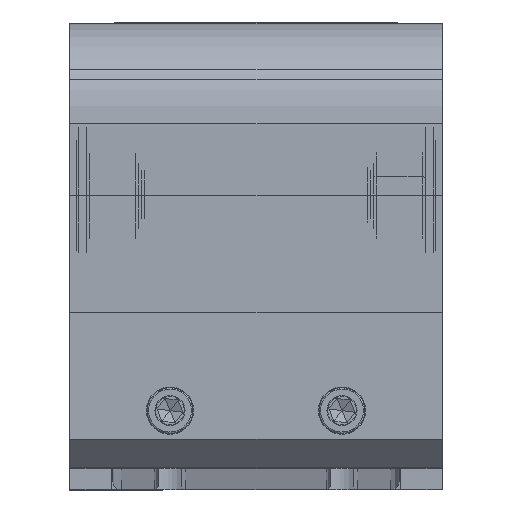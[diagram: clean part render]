
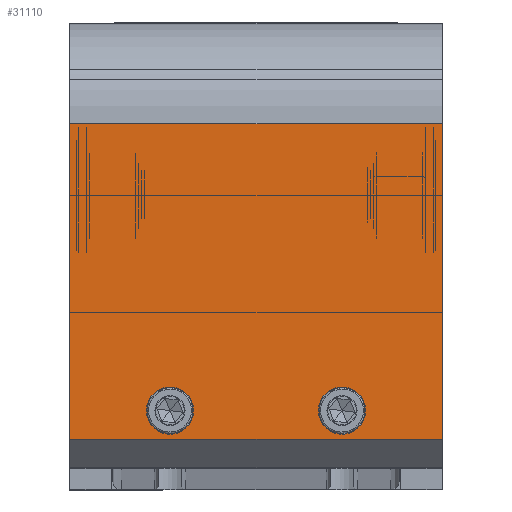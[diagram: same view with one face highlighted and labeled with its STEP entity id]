
A CAD part, top view. The second image highlights one B-rep face of the part: STEP entity #31110.
In plain terms, the highlighted planar face has unit normal (0, 0, 1).
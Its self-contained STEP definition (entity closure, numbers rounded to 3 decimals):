
#666 = VERTEX_POINT ( 'NONE', #304106 ) ;
#1957 = CARTESIAN_POINT ( 'NONE',  ( 173.467, 207.762, 762.525 ) ) ;
#1989 = FACE_BOUND ( 'NONE', #250020, .T. ) ;
#7385 = DIRECTION ( 'NONE',  ( 1., 0., 0. ) ) ;
#9709 = DIRECTION ( 'NONE',  ( 0., 0., 1. ) ) ;
#9878 = DIRECTION ( 'NONE',  ( 0., 0., 1. ) ) ;
#21859 = CIRCLE ( 'NONE', #156980, 8.25 ) ;
#24579 = ORIENTED_EDGE ( 'NONE', *, *, #264585, .F. ) ;
#27485 = ORIENTED_EDGE ( 'NONE', *, *, #154801, .T. ) ;
#31110 = ADVANCED_FACE ( 'NONE', ( #140099, #1989, #252407 ), #57310, .F. ) ;
#44007 = CARTESIAN_POINT ( 'NONE',  ( 113.467, 207.762, 762.525 ) ) ;
#46279 = EDGE_CURVE ( 'NONE', #343849, #166417, #77697, .T. ) ;
#50490 = CARTESIAN_POINT ( 'NONE',  ( 105.217, 207.762, 762.525 ) ) ;
#52874 = VECTOR ( 'NONE', #78990, 1000. ) ;
#57310 = PLANE ( 'NONE',  #316912 ) ;
#57554 = VERTEX_POINT ( 'NONE', #363614 ) ;
#60070 = ORIENTED_EDGE ( 'NONE', *, *, #280725, .F. ) ;
#62671 = DIRECTION ( 'NONE',  ( 0., 0., 1. ) ) ;
#62703 = CARTESIAN_POINT ( 'NONE',  ( 208.467, 197.762, 762.525 ) ) ;
#63186 = CARTESIAN_POINT ( 'NONE',  ( 173.467, 207.762, 762.525 ) ) ;
#71093 = ORIENTED_EDGE ( 'NONE', *, *, #289329, .F. ) ;
#77368 = LINE ( 'NONE', #360863, #346832 ) ;
#77697 = LINE ( 'NONE', #138400, #296426 ) ;
#78990 = DIRECTION ( 'NONE',  ( 0., -1., 0. ) ) ;
#100068 = CARTESIAN_POINT ( 'NONE',  ( 113.467, 207.762, 762.525 ) ) ;
#112294 = ORIENTED_EDGE ( 'NONE', *, *, #344313, .F. ) ;
#138400 = CARTESIAN_POINT ( 'NONE',  ( 208.467, 307.762, 762.525 ) ) ;
#140099 = FACE_BOUND ( 'NONE', #141932, .T. ) ;
#141932 = EDGE_LOOP ( 'NONE', ( #279468, #71093 ) ) ;
#154801 = EDGE_CURVE ( 'NONE', #166417, #57554, #77368, .T. ) ;
#156980 = AXIS2_PLACEMENT_3D ( 'NONE', #1957, #62671, #7385 ) ;
#157502 = CARTESIAN_POINT ( 'NONE',  ( 165.217, 207.762, 762.525 ) ) ;
#157991 = CARTESIAN_POINT ( 'NONE',  ( 181.717, 207.762, 762.525 ) ) ;
#158143 = DIRECTION ( 'NONE',  ( 0., 0., 1. ) ) ;
#160669 = DIRECTION ( 'NONE',  ( -1., 0., 0. ) ) ;
#162529 = AXIS2_PLACEMENT_3D ( 'NONE', #63186, #9709, #293324 ) ;
#162998 = CARTESIAN_POINT ( 'NONE',  ( 208.467, 307.762, 762.525 ) ) ;
#166417 = VERTEX_POINT ( 'NONE', #315731 ) ;
#175479 = CIRCLE ( 'NONE', #281453, 8.25 ) ;
#187854 = DIRECTION ( 'NONE',  ( 0., -1., 0. ) ) ;
#188169 = CARTESIAN_POINT ( 'NONE',  ( 208.467, 197.762, 762.525 ) ) ;
#189977 = DIRECTION ( 'NONE',  ( -1., 0., 0. ) ) ;
#193917 = VERTEX_POINT ( 'NONE', #213822 ) ;
#195810 = CIRCLE ( 'NONE', #242933, 8.25 ) ;
#197938 = ORIENTED_EDGE ( 'NONE', *, *, #46279, .T. ) ;
#213822 = CARTESIAN_POINT ( 'NONE',  ( 121.717, 207.762, 762.525 ) ) ;
#216007 = VECTOR ( 'NONE', #160669, 1000. ) ;
#238137 = DIRECTION ( 'NONE',  ( 1., 0., 0. ) ) ;
#238711 = VERTEX_POINT ( 'NONE', #157991 ) ;
#239150 = DIRECTION ( 'NONE',  ( 1., 0., 0. ) ) ;
#242933 = AXIS2_PLACEMENT_3D ( 'NONE', #44007, #158143, #239150 ) ;
#250020 = EDGE_LOOP ( 'NONE', ( #277276, #24579 ) ) ;
#252407 = FACE_OUTER_BOUND ( 'NONE', #300885, .T. ) ;
#264585 = EDGE_CURVE ( 'NONE', #338632, #238711, #21859, .T. ) ;
#272477 = LINE ( 'NONE', #298317, #52874 ) ;
#273039 = LINE ( 'NONE', #188169, #216007 ) ;
#277276 = ORIENTED_EDGE ( 'NONE', *, *, #291640, .F. ) ;
#279468 = ORIENTED_EDGE ( 'NONE', *, *, #302309, .F. ) ;
#280725 = EDGE_CURVE ( 'NONE', #666, #57554, #273039, .T. ) ;
#281453 = AXIS2_PLACEMENT_3D ( 'NONE', #100068, #9878, #238137 ) ;
#287366 = DIRECTION ( 'NONE',  ( 0., 0., -1. ) ) ;
#289329 = EDGE_CURVE ( 'NONE', #296556, #193917, #195810, .T. ) ;
#291640 = EDGE_CURVE ( 'NONE', #238711, #338632, #321319, .T. ) ;
#293324 = DIRECTION ( 'NONE',  ( 1., 0., 0. ) ) ;
#296426 = VECTOR ( 'NONE', #189977, 1000. ) ;
#296556 = VERTEX_POINT ( 'NONE', #50490 ) ;
#298317 = CARTESIAN_POINT ( 'NONE',  ( 208.467, 197.762, 762.525 ) ) ;
#300885 = EDGE_LOOP ( 'NONE', ( #27485, #60070, #112294, #197938 ) ) ;
#302309 = EDGE_CURVE ( 'NONE', #193917, #296556, #175479, .T. ) ;
#304106 = CARTESIAN_POINT ( 'NONE',  ( 208.467, 197.762, 762.525 ) ) ;
#315731 = CARTESIAN_POINT ( 'NONE',  ( 78.467, 307.762, 762.525 ) ) ;
#316912 = AXIS2_PLACEMENT_3D ( 'NONE', #62703, #287366, #338970 ) ;
#321319 = CIRCLE ( 'NONE', #162529, 8.25 ) ;
#338632 = VERTEX_POINT ( 'NONE', #157502 ) ;
#338970 = DIRECTION ( 'NONE',  ( -1., 0., 0. ) ) ;
#343849 = VERTEX_POINT ( 'NONE', #162998 ) ;
#344313 = EDGE_CURVE ( 'NONE', #343849, #666, #272477, .T. ) ;
#346832 = VECTOR ( 'NONE', #187854, 1000. ) ;
#360863 = CARTESIAN_POINT ( 'NONE',  ( 78.467, 197.762, 762.525 ) ) ;
#363614 = CARTESIAN_POINT ( 'NONE',  ( 78.467, 197.762, 762.525 ) ) ;
